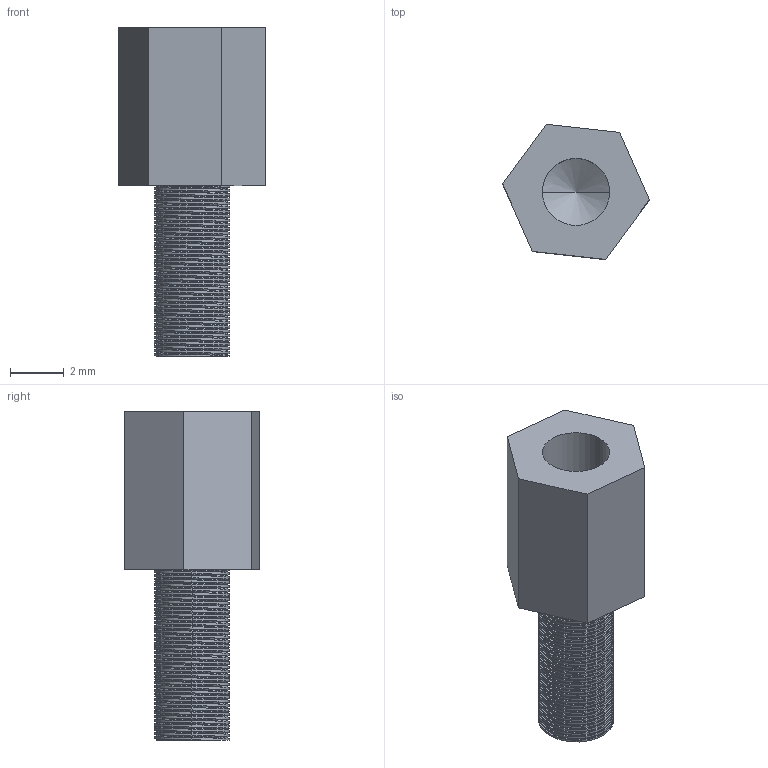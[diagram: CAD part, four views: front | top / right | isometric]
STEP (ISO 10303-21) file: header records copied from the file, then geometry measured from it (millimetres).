
FILE_DESCRIPTION (( 'STEP AP214' ), '1' );
FILE_NAME ('User Library-JACK SCREW 3 FOR DB9.STEP', '2021-01-31T21:53:25', ( '' ), ( '' ), 'SwSTEP 2.0', 'SolidWorks 2020', '' );
FILE_SCHEMA (( 'AUTOMOTIVE_DESIGN' ));
Length unit declared in the file: millimetre
Products named in the file (1): User Library-JACK SCREW 3 FOR DB9
Bounding box: 5.46 x 5.03 x 12.24 mm (x, y, z)
Volume: 127.5 mm3; surface area: 276.9 mm2
Topology: 1 solids, 1 shells, 99 faces, 286 edges, 189 vertices
Faces by surface type: cylinder 84, plane 9, bspline 4, cone 2
Entity records: 9534 total; most frequent: CARTESIAN_POINT 7400, ORIENTED_EDGE 568, DIRECTION 311, EDGE_CURVE 284, VERTEX_POINT 189, AXIS2_PLACEMENT_3D 104, LINE 103, VECTOR 103
